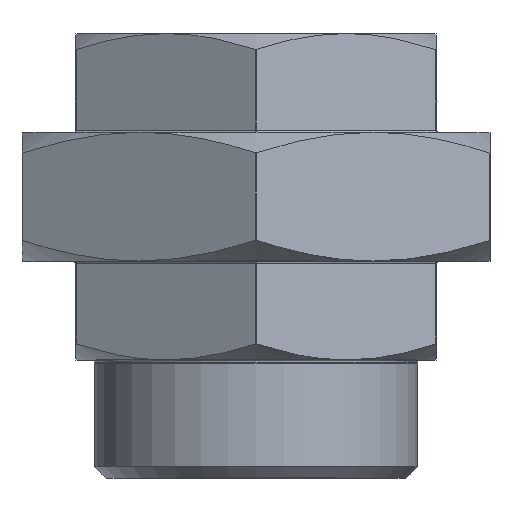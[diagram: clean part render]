
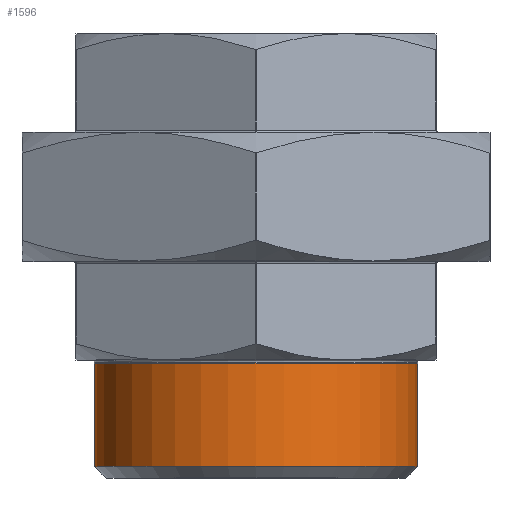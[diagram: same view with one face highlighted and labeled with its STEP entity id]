
A CAD part, top view. The second image highlights one B-rep face of the part: STEP entity #1596.
In plain terms, the highlighted cylindrical face has radius 37.592 mm (diameter 75.184 mm), a full revolution.
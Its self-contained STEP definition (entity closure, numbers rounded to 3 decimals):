
#318=CYLINDRICAL_SURFACE('',#1778,37.592);
#365=FACE_BOUND('',#592,.T.);
#465=FACE_OUTER_BOUND('',#591,.T.);
#591=EDGE_LOOP('',(#1423));
#592=EDGE_LOOP('',(#1424));
#672=CIRCLE('',#1777,37.592);
#673=CIRCLE('',#1779,37.592);
#819=VERTEX_POINT('',#3284);
#820=VERTEX_POINT('',#3287);
#1036=EDGE_CURVE('',#819,#819,#672,.T.);
#1037=EDGE_CURVE('',#820,#820,#673,.T.);
#1423=ORIENTED_EDGE('',*,*,#1037,.T.);
#1424=ORIENTED_EDGE('',*,*,#1036,.F.);
#1596=ADVANCED_FACE('',(#465,#365),#318,.T.);
#1777=AXIS2_PLACEMENT_3D('',#3285,#2188,#2189);
#1778=AXIS2_PLACEMENT_3D('',#3286,#2190,#2191);
#1779=AXIS2_PLACEMENT_3D('',#3288,#2192,#2193);
#2188=DIRECTION('center_axis',(0.,-1.,0.));
#2189=DIRECTION('ref_axis',(1.,0.,0.));
#2190=DIRECTION('center_axis',(0.,-1.,0.));
#2191=DIRECTION('ref_axis',(1.,0.,0.));
#2192=DIRECTION('center_axis',(0.,-1.,0.));
#2193=DIRECTION('ref_axis',(1.,0.,0.));
#3284=CARTESIAN_POINT('',(-37.592,-62.8,0.));
#3285=CARTESIAN_POINT('Origin',(0.,-62.8,0.));
#3286=CARTESIAN_POINT('Origin',(0.,-38.,0.));
#3287=CARTESIAN_POINT('',(-37.592,-38.8,0.));
#3288=CARTESIAN_POINT('Origin',(0.,-38.8,0.));
